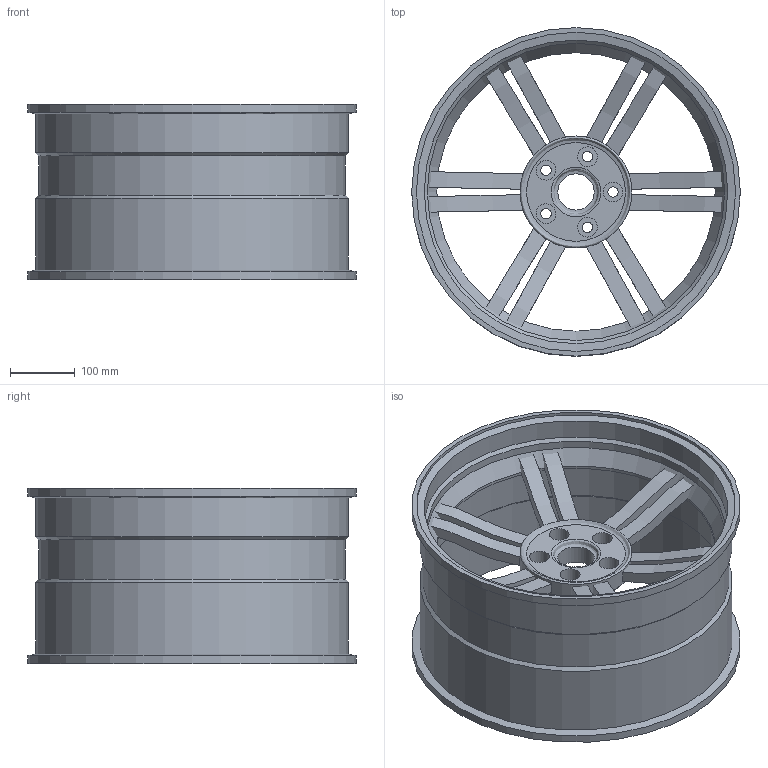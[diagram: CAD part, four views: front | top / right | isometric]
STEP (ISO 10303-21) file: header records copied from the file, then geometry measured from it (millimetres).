
FILE_DESCRIPTION((('zoo.dev export')), '2;1');
FILE_NAME('dump.step', '2024-10-30T17:13:11.878285388+00:00', ('Author unknown'), ('Organization unknown'), 'zoo.dev beta', 'zoo.dev', 'Authorization unknown');
FILE_SCHEMA(('AP203_CONFIGURATION_CONTROLLED_3D_DESIGN_OF_MECHANICAL_PARTS_AND_ASSEMBLIES_MIM_LF'));
Length unit declared in the file: metre
Products named in the file (16): UNIDENTIFIED_PRODUCT
Bounding box: 506.73 x 506.73 x 270.13 mm (x, y, z)
Volume: 5221277 mm3; surface area: 1230016.6 mm2
Topology: 17 solids, 17 shells, 122 faces, 247 edges, 156 vertices
Faces by surface type: plane 55, bspline 37, cylinder 30
Full cylindrical faces by diameter (mm): 16 x5, 30.48 x5, 55.88 x1, 76.2 x3, 152.4 x3, 172.72 x1, 429.514 x1, 458.47 x2, 468.122 x2, 472.948 x1, 482.6 x2, 492.252 x2, 506.73 x2
Entity records: 3573 total; most frequent: CARTESIAN_POINT 1103, ORIENTED_EDGE 408, DIRECTION 375, EDGE_CURVE 250, EDGE_LOOP 192, FACE_BOUND 192, VERTEX_POINT 156, AXIS2_PLACEMENT_3D 145
